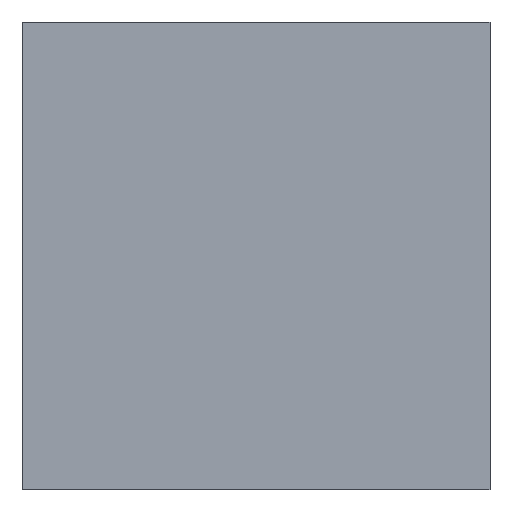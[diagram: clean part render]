
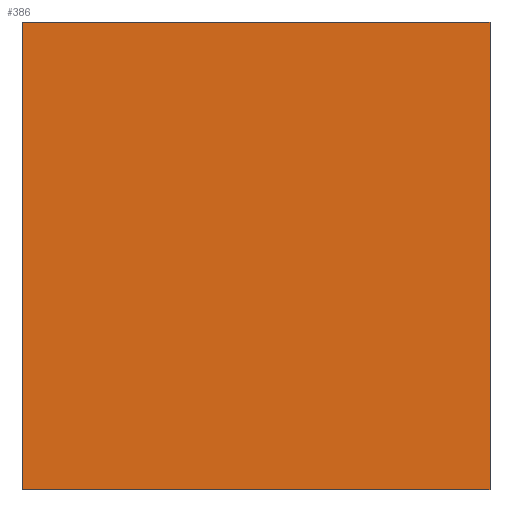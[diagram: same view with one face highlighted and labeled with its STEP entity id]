
A CAD part, left-side view. The second image highlights one B-rep face of the part: STEP entity #386.
In plain terms, the highlighted planar face has unit normal (-1, 0, 0).
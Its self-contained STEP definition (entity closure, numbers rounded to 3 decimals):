
#6 = ORIENTED_EDGE ( 'NONE', *, *, #59, .T. ) ;
#24 = LINE ( 'NONE', #31, #264 ) ;
#30 = EDGE_CURVE ( 'NONE', #436, #108, #367, .T. ) ;
#31 = CARTESIAN_POINT ( 'NONE',  ( 65.25, 29., 0. ) ) ;
#36 = VECTOR ( 'NONE', #319, 1000. ) ;
#50 = CARTESIAN_POINT ( 'NONE',  ( 65.25, 29., 12. ) ) ;
#59 = EDGE_CURVE ( 'NONE', #433, #365, #24, .T. ) ;
#64 = CARTESIAN_POINT ( 'NONE',  ( 65.25, 29., 12. ) ) ;
#86 = ORIENTED_EDGE ( 'NONE', *, *, #30, .F. ) ;
#98 = FACE_OUTER_BOUND ( 'NONE', #397, .T. ) ;
#108 = VERTEX_POINT ( 'NONE', #451 ) ;
#111 = DIRECTION ( 'NONE',  ( 1., 0., 0. ) ) ;
#121 = EDGE_CURVE ( 'NONE', #108, #365, #275, .T. ) ;
#122 = VECTOR ( 'NONE', #263, 1000. ) ;
#131 = AXIS2_PLACEMENT_3D ( 'NONE', #64, #111, #364 ) ;
#218 = DIRECTION ( 'NONE',  ( 0., -1., 0. ) ) ;
#228 = CARTESIAN_POINT ( 'NONE',  ( 65.25, 41., 12. ) ) ;
#241 = CARTESIAN_POINT ( 'NONE',  ( 65.25, 29., 0. ) ) ;
#263 = DIRECTION ( 'NONE',  ( 0., 0., -1. ) ) ;
#264 = VECTOR ( 'NONE', #414, 1000. ) ;
#275 = LINE ( 'NONE', #376, #122 ) ;
#276 = EDGE_CURVE ( 'NONE', #436, #433, #311, .T. ) ;
#311 = LINE ( 'NONE', #422, #36 ) ;
#319 = DIRECTION ( 'NONE',  ( 0., 0., -1. ) ) ;
#358 = ORIENTED_EDGE ( 'NONE', *, *, #276, .T. ) ;
#364 = DIRECTION ( 'NONE',  ( 0., 0., -1. ) ) ;
#365 = VERTEX_POINT ( 'NONE', #241 ) ;
#367 = LINE ( 'NONE', #50, #449 ) ;
#376 = CARTESIAN_POINT ( 'NONE',  ( 65.25, 29., 12. ) ) ;
#385 = PLANE ( 'NONE',  #131 ) ;
#386 = ADVANCED_FACE ( 'NONE', ( #98 ), #385, .F. ) ;
#397 = EDGE_LOOP ( 'NONE', ( #6, #426, #86, #358 ) ) ;
#414 = DIRECTION ( 'NONE',  ( 0., -1., 0. ) ) ;
#422 = CARTESIAN_POINT ( 'NONE',  ( 65.25, 41., 12. ) ) ;
#426 = ORIENTED_EDGE ( 'NONE', *, *, #121, .F. ) ;
#431 = CARTESIAN_POINT ( 'NONE',  ( 65.25, 41., 0. ) ) ;
#433 = VERTEX_POINT ( 'NONE', #431 ) ;
#436 = VERTEX_POINT ( 'NONE', #228 ) ;
#449 = VECTOR ( 'NONE', #218, 1000. ) ;
#451 = CARTESIAN_POINT ( 'NONE',  ( 65.25, 29., 12. ) ) ;
